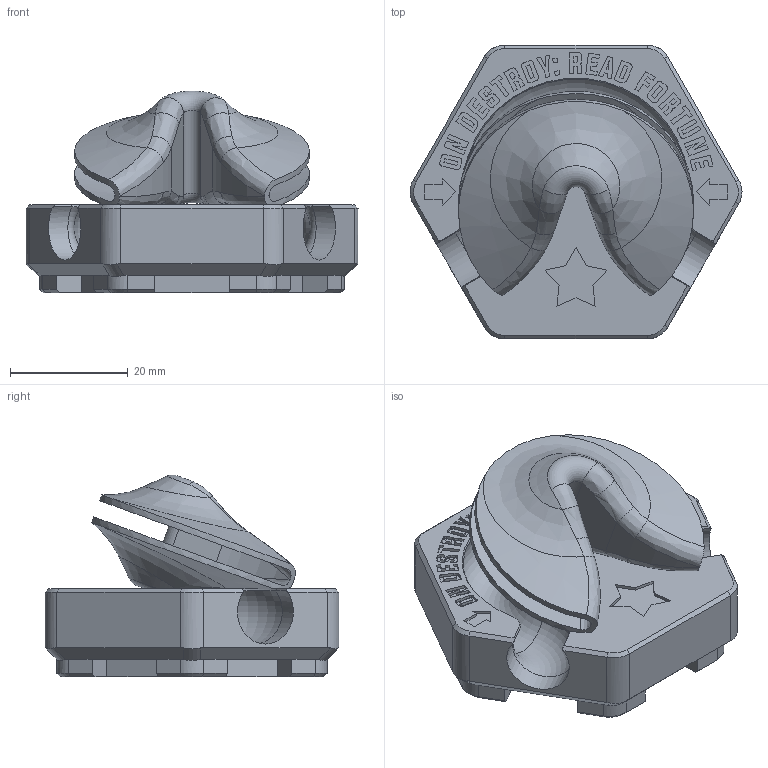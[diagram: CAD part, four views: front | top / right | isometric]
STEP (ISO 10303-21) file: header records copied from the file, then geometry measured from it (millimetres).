
FILE_DESCRIPTION(/* description */ (''),/* implementation_level */ '2;1');
FILE_NAME(/* name */ 'Fortune Tile.step',/* time_stamp */ '2025-04-23T19:40:16-07:00',/* author */ (''),/* organization */ (''),/* preprocessor_version */ 'ST-DEVELOPER v20.1',/* originating_system */ 'Autodesk Translation Framework v14.4.0.0',/* authorisation */ '');
FILE_SCHEMA (('AUTOMOTIVE_DESIGN { 1 0 10303 214 3 1 1 }'));
Length unit declared in the file: millimetre
Products named in the file (1): BlankHex
Bounding box: 56.5 x 50 x 34.36 mm (x, y, z)
Volume: 25416.5 mm3; surface area: 13412 mm2
Topology: 1 solids, 1 shells, 927 faces, 2494 edges, 1638 vertices
Faces by surface type: plane 673, bspline 190, cone 30, cylinder 27, torus 7
Entity records: 31790 total; most frequent: CARTESIAN_POINT 9796, ORIENTED_EDGE 4988, DIRECTION 3674, EDGE_CURVE 2494, LINE 1942, VECTOR 1942, VERTEX_POINT 1638, EDGE_LOOP 1002
